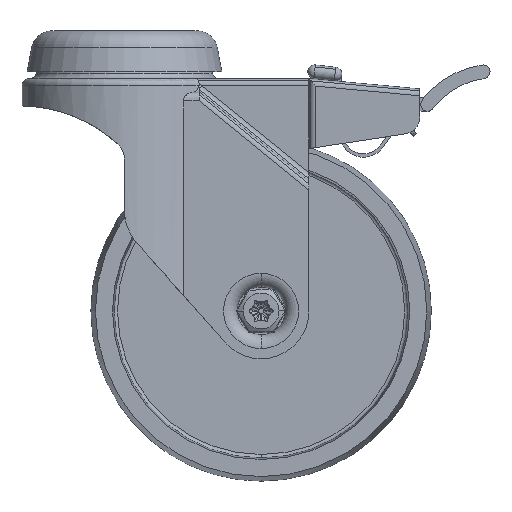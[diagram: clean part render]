
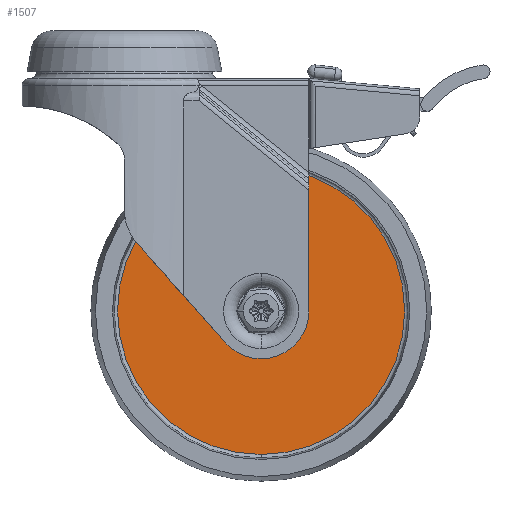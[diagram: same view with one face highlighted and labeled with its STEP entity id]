
A CAD part, front view. The second image highlights one B-rep face of the part: STEP entity #1507.
In plain terms, the highlighted planar face has unit normal (0, -1, 0).
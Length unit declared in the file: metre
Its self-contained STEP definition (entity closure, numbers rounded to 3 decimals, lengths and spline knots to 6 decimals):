
#1507=ADVANCED_FACE('',(#2615,#2616),#2617,.T.);
#2615=FACE_OUTER_BOUND('',#5799,.T.);
#2616=FACE_BOUND('',#5800,.T.);
#2617=PLANE('',#5801);
#5799=EDGE_LOOP('',(#13411,#13412,#13413));
#5800=EDGE_LOOP('',(#13414,#13415,#13416));
#5801=AXIS2_PLACEMENT_3D('',#13417,#13418,#13419);
#13411=ORIENTED_EDGE('',*,*,#16154,.F.);
#13412=ORIENTED_EDGE('',*,*,#16155,.F.);
#13413=ORIENTED_EDGE('',*,*,#16106,.F.);
#13414=ORIENTED_EDGE('',*,*,#16152,.T.);
#13415=ORIENTED_EDGE('',*,*,#16113,.T.);
#13416=ORIENTED_EDGE('',*,*,#16153,.T.);
#13417=CARTESIAN_POINT('',(-0.027518,-0.0025,0.0));
#13418=DIRECTION('',(0.,-1.0,0.0));
#13419=DIRECTION('',(1.0,0.,0.0));
#16106=EDGE_CURVE('',#18347,#18350,#18351,.T.);
#16113=EDGE_CURVE('',#18355,#18361,#18363,.T.);
#16152=EDGE_CURVE('',#18427,#18355,#18428,.T.);
#16153=EDGE_CURVE('',#18361,#18427,#18429,.T.);
#16154=EDGE_CURVE('',#18430,#18347,#18431,.T.);
#16155=EDGE_CURVE('',#18350,#18430,#18432,.T.);
#18347=VERTEX_POINT('',#22949);
#18350=VERTEX_POINT('',#22952);
#18351=CIRCLE('',#22953,0.042036);
#18355=VERTEX_POINT('',#22957);
#18361=VERTEX_POINT('',#22963);
#18363=CIRCLE('',#22965,0.013);
#18427=VERTEX_POINT('',#23037);
#18428=CIRCLE('',#23038,0.013);
#18429=CIRCLE('',#23039,0.013);
#18430=VERTEX_POINT('',#23040);
#18431=CIRCLE('',#23041,0.042036);
#18432=CIRCLE('',#23042,0.042036);
#22949=CARTESIAN_POINT('',(0.,-0.0025,0.042036));
#22952=CARTESIAN_POINT('',(0.,-0.0025,-0.042036));
#22953=AXIS2_PLACEMENT_3D('',#28049,#28050,#28051);
#22957=CARTESIAN_POINT('',(0.,-0.0025,0.013));
#22963=CARTESIAN_POINT('',(0.,-0.0025,-0.013));
#22965=AXIS2_PLACEMENT_3D('',#28070,#28071,#28072);
#23037=CARTESIAN_POINT('',(-0.013,-0.0025,0.0));
#23038=AXIS2_PLACEMENT_3D('',#28171,#28172,#28173);
#23039=AXIS2_PLACEMENT_3D('',#28174,#28175,#28176);
#23040=CARTESIAN_POINT('',(-0.042036,-0.0025,0.0));
#23041=AXIS2_PLACEMENT_3D('',#28177,#28178,#28179);
#23042=AXIS2_PLACEMENT_3D('',#28180,#28181,#28182);
#28049=CARTESIAN_POINT('',(0.,-0.0025,0.0));
#28050=DIRECTION('',(0.,1.0,0.0));
#28051=DIRECTION('',(-1.0,0.,0.0));
#28070=CARTESIAN_POINT('',(0.,-0.0025,0.0));
#28071=DIRECTION('',(0.,1.0,0.0));
#28072=DIRECTION('',(-1.0,0.,0.0));
#28171=CARTESIAN_POINT('',(0.,-0.0025,0.0));
#28172=DIRECTION('',(0.,1.0,0.0));
#28173=DIRECTION('',(-1.0,0.,0.0));
#28174=CARTESIAN_POINT('',(0.,-0.0025,0.0));
#28175=DIRECTION('',(0.,1.0,0.0));
#28176=DIRECTION('',(-1.0,0.,0.0));
#28177=CARTESIAN_POINT('',(0.,-0.0025,0.0));
#28178=DIRECTION('',(0.,1.0,0.0));
#28179=DIRECTION('',(-1.0,0.,0.0));
#28180=CARTESIAN_POINT('',(0.,-0.0025,0.0));
#28181=DIRECTION('',(0.,1.0,0.0));
#28182=DIRECTION('',(-1.0,0.,0.0));
